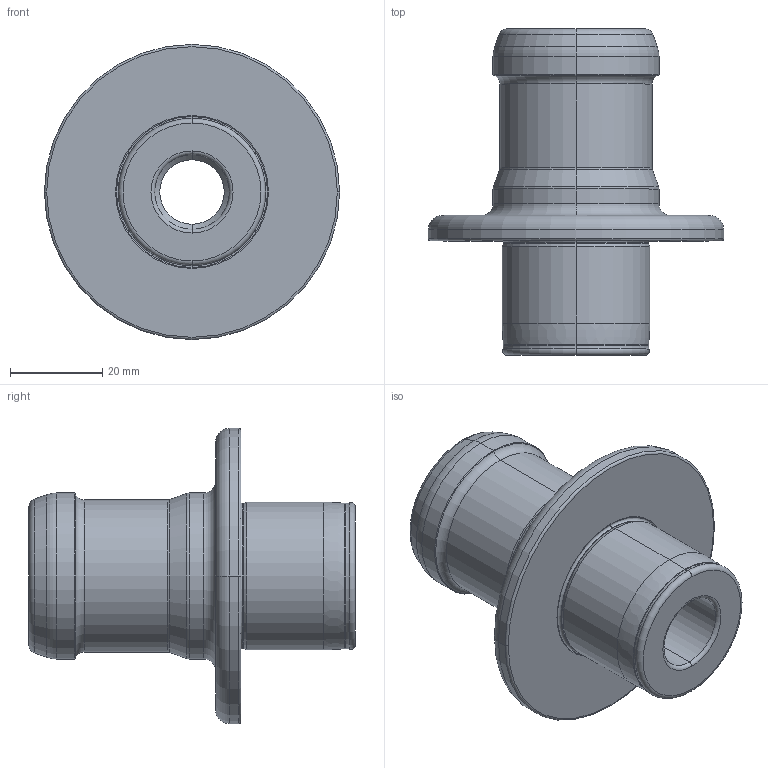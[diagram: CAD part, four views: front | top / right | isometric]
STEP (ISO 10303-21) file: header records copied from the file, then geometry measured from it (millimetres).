
FILE_DESCRIPTION (( 'STEP AP203' ), '1' );
FILE_NAME ('STARK_S03660_A.STEP', '2015-07-17T13:24:27', ( '' ), ( '' ), 'SwSTEP 2.0', 'SolidWorks 2015', '' );
FILE_SCHEMA (( 'CONFIG_CONTROL_DESIGN' ));
Length unit declared in the file: millimetre
Products named in the file (1): STARK_S03660_A
Bounding box: 64 x 70.8 x 64 mm (x, y, z)
Volume: 60705.1 mm3; surface area: 16720 mm2
Topology: 1 solids, 1 shells, 74 faces, 148 edges, 78 vertices
Faces by surface type: torus 38, cylinder 18, cone 14, plane 4
Entity records: 1993 total; most frequent: DIRECTION 414, CARTESIAN_POINT 301, ORIENTED_EDGE 296, AXIS2_PLACEMENT_3D 191, EDGE_CURVE 148, CIRCLE 116, EDGE_LOOP 78, VERTEX_POINT 78
